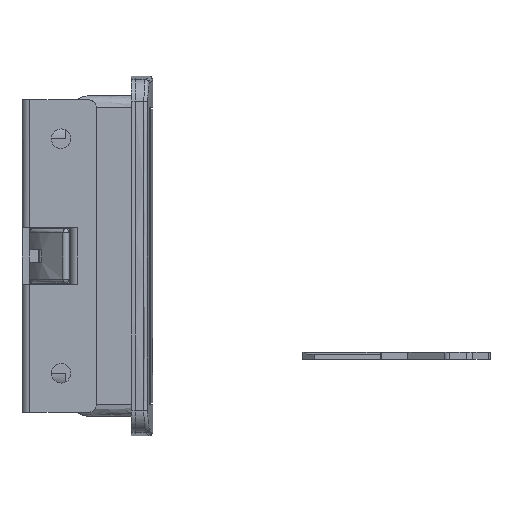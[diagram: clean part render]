
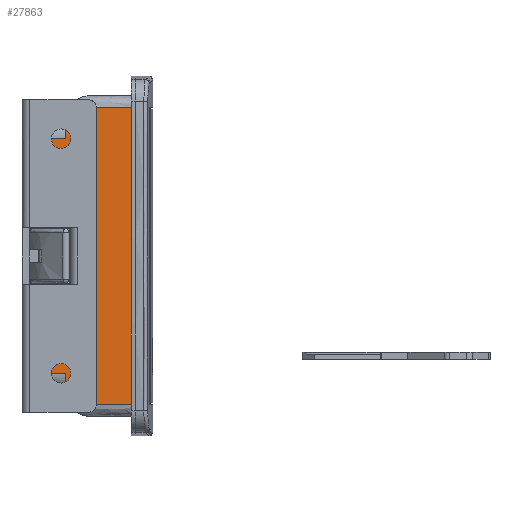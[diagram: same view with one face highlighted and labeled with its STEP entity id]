
A CAD part, left-side view. The second image highlights one B-rep face of the part: STEP entity #27863.
In plain terms, the highlighted free-form (B-spline) face has degree [1, 1] with [2, 2] control points.
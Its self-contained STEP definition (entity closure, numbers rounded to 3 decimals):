
#23785=CARTESIAN_POINT('',(23.5,-29.,38.));
#23786=VERTEX_POINT('',#23785);
#23807=CARTESIAN_POINT('',(23.5,-12.617,38.));
#23808=VERTEX_POINT('',#23807);
#23849=CARTESIAN_POINT('',(23.5,-29.,38.));
#23850=CARTESIAN_POINT('',(23.5,-12.617,38.));
#23851=QUASI_UNIFORM_CURVE('',1,(#23849,#23850),.UNSPECIFIED.,.F.,.U.);
#23852=EDGE_CURVE('',#23786,#23808,#23851,.T.);
#23871=CARTESIAN_POINT('',(23.5,-29.,-38.));
#23872=VERTEX_POINT('',#23871);
#23888=CARTESIAN_POINT('',(23.5,-12.617,-38.));
#23889=VERTEX_POINT('',#23888);
#23890=CARTESIAN_POINT('',(23.5,-12.617,-38.));
#23891=CARTESIAN_POINT('',(23.5,-29.,-38.));
#23892=QUASI_UNIFORM_CURVE('',1,(#23890,#23891),.UNSPECIFIED.,.F.,.U.);
#23893=EDGE_CURVE('',#23889,#23872,#23892,.T.);
#24110=CARTESIAN_POINT('',(23.5,-12.2,-36.));
#24111=VERTEX_POINT('',#24110);
#24112=CARTESIAN_POINT('',(23.5,-12.2,-36.));
#24113=CARTESIAN_POINT('',(23.5,-12.2,-37.044));
#24114=CARTESIAN_POINT('',(23.5,-12.617,-38.));
#24122=(BOUNDED_CURVE()B_SPLINE_CURVE(2,(#24112,#24113,#24114),.UNSPECIFIED.,.F.,.U.)B_SPLINE_CURVE_WITH_KNOTS((3,3),(0.0,0.272),.UNSPECIFIED.)CURVE()GEOMETRIC_REPRESENTATION_ITEM()RATIONAL_B_SPLINE_CURVE((1.0,0.92,0.884))REPRESENTATION_ITEM(''));
#24123=EDGE_CURVE('',#24111,#23889,#24122,.T.);
#24286=CARTESIAN_POINT('',(23.5,-12.2,36.));
#24287=VERTEX_POINT('',#24286);
#24288=CARTESIAN_POINT('',(23.5,-12.617,38.));
#24289=CARTESIAN_POINT('',(23.5,-12.2,37.044));
#24290=CARTESIAN_POINT('',(23.5,-12.2,36.));
#24298=(BOUNDED_CURVE()B_SPLINE_CURVE(2,(#24288,#24289,#24290),.UNSPECIFIED.,.F.,.U.)B_SPLINE_CURVE_WITH_KNOTS((3,3),(0.728,1.0),.UNSPECIFIED.)CURVE()GEOMETRIC_REPRESENTATION_ITEM()RATIONAL_B_SPLINE_CURVE((0.884,0.92,1.))REPRESENTATION_ITEM(''));
#24299=EDGE_CURVE('',#23808,#24287,#24298,.T.);
#25137=CARTESIAN_POINT('',(23.5,-11.2,-35.));
#25138=VERTEX_POINT('',#25137);
#25139=CARTESIAN_POINT('',(23.5,-11.2,-35.));
#25140=CARTESIAN_POINT('',(23.5,-12.2,-36.));
#25141=QUASI_UNIFORM_CURVE('',1,(#25139,#25140),.UNSPECIFIED.,.F.,.U.);
#25142=EDGE_CURVE('',#25138,#24111,#25141,.T.);
#25164=CARTESIAN_POINT('',(23.5,-11.2,35.));
#25165=VERTEX_POINT('',#25164);
#25166=CARTESIAN_POINT('',(23.5,-12.2,36.));
#25167=CARTESIAN_POINT('',(23.5,-11.2,35.));
#25168=QUASI_UNIFORM_CURVE('',1,(#25166,#25167),.UNSPECIFIED.,.F.,.U.);
#25169=EDGE_CURVE('',#24287,#25165,#25168,.T.);
#25199=CARTESIAN_POINT('',(23.5,-11.2,30.));
#25200=VERTEX_POINT('',#25199);
#25201=CARTESIAN_POINT('',(23.5,-11.2,35.));
#25202=CARTESIAN_POINT('',(23.5,-11.2,30.));
#25203=QUASI_UNIFORM_CURVE('',1,(#25201,#25202),.UNSPECIFIED.,.F.,.U.);
#25204=EDGE_CURVE('',#25165,#25200,#25203,.T.);
#27315=CARTESIAN_POINT('',(23.5,-2.,7.1));
#27316=VERTEX_POINT('',#27315);
#27322=CARTESIAN_POINT('',(23.5,-2.,30.));
#27323=VERTEX_POINT('',#27322);
#27324=CARTESIAN_POINT('',(23.5,-2.,30.));
#27325=CARTESIAN_POINT('',(23.5,-2.,7.1));
#27326=QUASI_UNIFORM_CURVE('',1,(#27324,#27325),.UNSPECIFIED.,.F.,.U.);
#27327=EDGE_CURVE('',#27323,#27316,#27326,.T.);
#27500=CARTESIAN_POINT('',(23.5,-11.2,-30.));
#27501=VERTEX_POINT('',#27500);
#27515=CARTESIAN_POINT('',(23.5,-2.,-30.));
#27516=VERTEX_POINT('',#27515);
#27517=CARTESIAN_POINT('',(23.5,-2.,-30.));
#27518=CARTESIAN_POINT('',(23.5,-11.2,-30.));
#27519=QUASI_UNIFORM_CURVE('',1,(#27517,#27518),.UNSPECIFIED.,.F.,.U.);
#27520=EDGE_CURVE('',#27516,#27501,#27519,.T.);
#27548=CARTESIAN_POINT('',(23.5,-2.,-7.1));
#27549=VERTEX_POINT('',#27548);
#27555=CARTESIAN_POINT('',(23.5,-12.2,-7.1));
#27556=VERTEX_POINT('',#27555);
#27557=CARTESIAN_POINT('',(23.5,-2.,-7.1));
#27558=CARTESIAN_POINT('',(23.5,-12.2,-7.1));
#27559=QUASI_UNIFORM_CURVE('',1,(#27557,#27558),.UNSPECIFIED.,.F.,.U.);
#27560=EDGE_CURVE('',#27549,#27556,#27559,.T.);
#27738=CARTESIAN_POINT('',(23.5,-12.2,7.1));
#27739=VERTEX_POINT('',#27738);
#27745=CARTESIAN_POINT('',(23.5,-2.,7.1));
#27746=CARTESIAN_POINT('',(23.5,-12.2,7.1));
#27747=QUASI_UNIFORM_CURVE('',1,(#27745,#27746),.UNSPECIFIED.,.F.,.U.);
#27748=EDGE_CURVE('',#27316,#27739,#27747,.T.);
#27820=CARTESIAN_POINT('',(23.5,-0.651,-41.796));
#27821=CARTESIAN_POINT('',(23.5,-30.349,-41.796));
#27822=CARTESIAN_POINT('',(23.5,-0.651,41.796));
#27823=CARTESIAN_POINT('',(23.5,-30.349,41.796));
#27824=B_SPLINE_SURFACE_WITH_KNOTS('',1,1,((#27820,#27822),(#27821,#27823)),.UNSPECIFIED.,.F.,.F.,.U.,(2,2),(2,2),(0.0,29.697),(0.0,83.592),.UNSPECIFIED.);
#27825=CARTESIAN_POINT('',(23.5,-29.,38.));
#27826=CARTESIAN_POINT('',(23.5,-29.,-38.));
#27827=QUASI_UNIFORM_CURVE('',1,(#27825,#27826),.UNSPECIFIED.,.F.,.U.);
#27828=EDGE_CURVE('',#23786,#23872,#27827,.T.);
#27829=ORIENTED_EDGE('',*,*,#27828,.F.);
#27830=ORIENTED_EDGE('',*,*,#23852,.T.);
#27831=ORIENTED_EDGE('',*,*,#24299,.T.);
#27832=ORIENTED_EDGE('',*,*,#25169,.T.);
#27833=ORIENTED_EDGE('',*,*,#25204,.T.);
#27834=CARTESIAN_POINT('',(23.5,-2.,30.));
#27835=CARTESIAN_POINT('',(23.5,-11.2,30.));
#27836=QUASI_UNIFORM_CURVE('',1,(#27834,#27835),.UNSPECIFIED.,.F.,.U.);
#27837=EDGE_CURVE('',#27323,#25200,#27836,.T.);
#27838=ORIENTED_EDGE('',*,*,#27837,.F.);
#27839=ORIENTED_EDGE('',*,*,#27327,.T.);
#27840=ORIENTED_EDGE('',*,*,#27748,.T.);
#27841=CARTESIAN_POINT('',(23.5,-12.2,7.1));
#27842=CARTESIAN_POINT('',(23.5,-12.2,-7.1));
#27843=QUASI_UNIFORM_CURVE('',1,(#27841,#27842),.UNSPECIFIED.,.F.,.U.);
#27844=EDGE_CURVE('',#27739,#27556,#27843,.T.);
#27845=ORIENTED_EDGE('',*,*,#27844,.T.);
#27846=ORIENTED_EDGE('',*,*,#27560,.F.);
#27847=CARTESIAN_POINT('',(23.5,-2.,-7.1));
#27848=CARTESIAN_POINT('',(23.5,-2.,-30.));
#27849=QUASI_UNIFORM_CURVE('',1,(#27847,#27848),.UNSPECIFIED.,.F.,.U.);
#27850=EDGE_CURVE('',#27549,#27516,#27849,.T.);
#27851=ORIENTED_EDGE('',*,*,#27850,.T.);
#27852=ORIENTED_EDGE('',*,*,#27520,.T.);
#27853=CARTESIAN_POINT('',(23.5,-11.2,-35.));
#27854=CARTESIAN_POINT('',(23.5,-11.2,-30.));
#27855=QUASI_UNIFORM_CURVE('',1,(#27853,#27854),.UNSPECIFIED.,.F.,.U.);
#27856=EDGE_CURVE('',#25138,#27501,#27855,.T.);
#27857=ORIENTED_EDGE('',*,*,#27856,.F.);
#27858=ORIENTED_EDGE('',*,*,#25142,.T.);
#27859=ORIENTED_EDGE('',*,*,#24123,.T.);
#27860=ORIENTED_EDGE('',*,*,#23893,.T.);
#27861=EDGE_LOOP('',(#27829,#27830,#27831,#27832,#27833,#27838,#27839,#27840,#27845,#27846,#27851,#27852,#27857,#27858,#27859,#27860));
#27862=FACE_OUTER_BOUND('',#27861,.T.);
#27863=ADVANCED_FACE('',(#27862),#27824,.T.);
